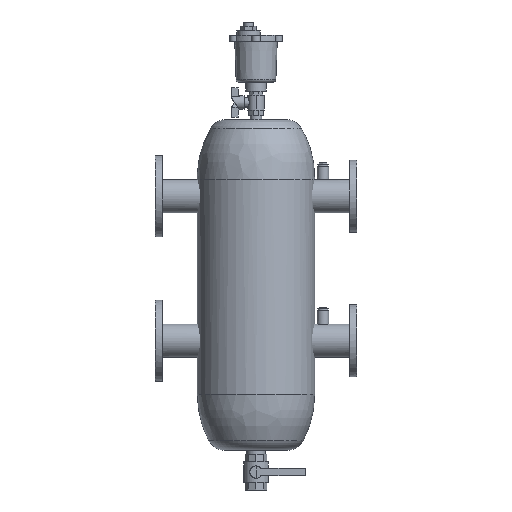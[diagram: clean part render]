
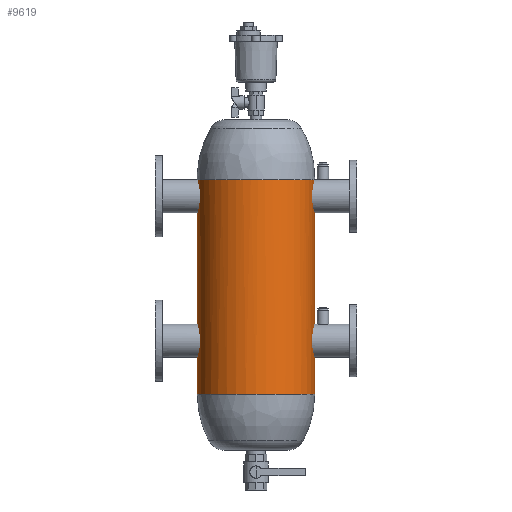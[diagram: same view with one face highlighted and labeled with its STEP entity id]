
A CAD part, front view. The second image highlights one B-rep face of the part: STEP entity #9619.
In plain terms, the highlighted cylindrical face has radius 134 mm (diameter 268 mm), a partial arc.
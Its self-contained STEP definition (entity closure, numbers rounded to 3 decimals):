
#9498=CARTESIAN_POINT('Vertex',(-134.,0.,38.1)) ;
#9502=CARTESIAN_POINT('Control Point',(-134.,0.,38.1)) ;
#9503=CARTESIAN_POINT('Control Point',(-134.,-78.918,38.1)) ;
#9504=CARTESIAN_POINT('Control Point',(-78.072,-134.,38.1)) ;
#9505=CARTESIAN_POINT('Control Point',(0.,-134.,38.1)) ;
#9506=CARTESIAN_POINT('Control Point',(78.072,-134.,38.1)) ;
#9507=CARTESIAN_POINT('Control Point',(134.,-78.918,38.1)) ;
#9508=CARTESIAN_POINT('Control Point',(134.,0.,38.1)) ;
#9509=CARTESIAN_POINT('Vertex',(134.,0.,38.1)) ;
#9577=CARTESIAN_POINT('Line Origine',(134.,0.,175.)) ;
#9581=CARTESIAN_POINT('Vertex',(134.,0.,-451.9)) ;
#9588=CARTESIAN_POINT('Vertex',(-134.,0.,-451.9)) ;
#9591=CARTESIAN_POINT('Line Origine',(-134.,0.,175.)) ;
#9603=CARTESIAN_POINT('Axis2P3D Location',(0.,0.,175.)) ;
#9608=CARTESIAN_POINT('Axis2P3D Location',(0.,0.,-451.9)) ;
#9578=DIRECTION('Vector Direction',(0.,0.,1.)) ;
#9592=DIRECTION('Vector Direction',(0.,0.,1.)) ;
#9604=DIRECTION('Axis2P3D Direction',(0.,0.,1.)) ;
#9605=DIRECTION('Axis2P3D XDirection',(0.,1.,0.)) ;
#9609=DIRECTION('Axis2P3D Direction',(0.,0.,1.)) ;
#9606=AXIS2_PLACEMENT_3D('Cylinder Axis2P3D',#9603,#9604,#9605) ;
#9610=AXIS2_PLACEMENT_3D('Circle Axis2P3D',#9608,#9609,$) ;
#9614=ORIENTED_EDGE('',*,*,#9595,.T.) ;
#9615=ORIENTED_EDGE('',*,*,#9612,.F.) ;
#9616=ORIENTED_EDGE('',*,*,#9583,.T.) ;
#9617=ORIENTED_EDGE('',*,*,#9511,.F.) ;
#9579=VECTOR('Line Direction',#9578,1.) ;
#9593=VECTOR('Line Direction',#9592,1.) ;
#9619=ADVANCED_FACE('hydraulicseparator_caleffi_5_16.1\\PartBody',(#9618),#9607,.T.) ;
#9611=CIRCLE('generated circle',#9610,134.) ;
#9607=CYLINDRICAL_SURFACE('generated cylinder',#9606,134.) ;
#9511=EDGE_CURVE('',#9499,#9510,#9501,.T.) ;
#9583=EDGE_CURVE('',#9582,#9510,#9580,.T.) ;
#9595=EDGE_CURVE('',#9499,#9589,#9594,.F.) ;
#9612=EDGE_CURVE('',#9582,#9589,#9611,.F.) ;
#9613=EDGE_LOOP('',(#9614,#9615,#9616,#9617)) ;
#9618=FACE_OUTER_BOUND('',#9613,.T.) ;
#9580=LINE('Line',#9577,#9579) ;
#9594=LINE('Line',#9591,#9593) ;
#9499=VERTEX_POINT('',#9498) ;
#9510=VERTEX_POINT('',#9509) ;
#9582=VERTEX_POINT('',#9581) ;
#9589=VERTEX_POINT('',#9588) ;
#9501=(BOUNDED_CURVE()B_SPLINE_CURVE(3,(#9502,#9503,#9504,#9505,#9506,#9507,#9508),.UNSPECIFIED.,.F.,.U.)B_SPLINE_CURVE_WITH_KNOTS((4,3,4),(0.043,1.,1.957),.UNSPECIFIED.)CURVE()GEOMETRIC_REPRESENTATION_ITEM()RATIONAL_B_SPLINE_CURVE((1.181,0.957,0.968,1.212,0.968,0.957,1.181))REPRESENTATION_ITEM('')) ;
